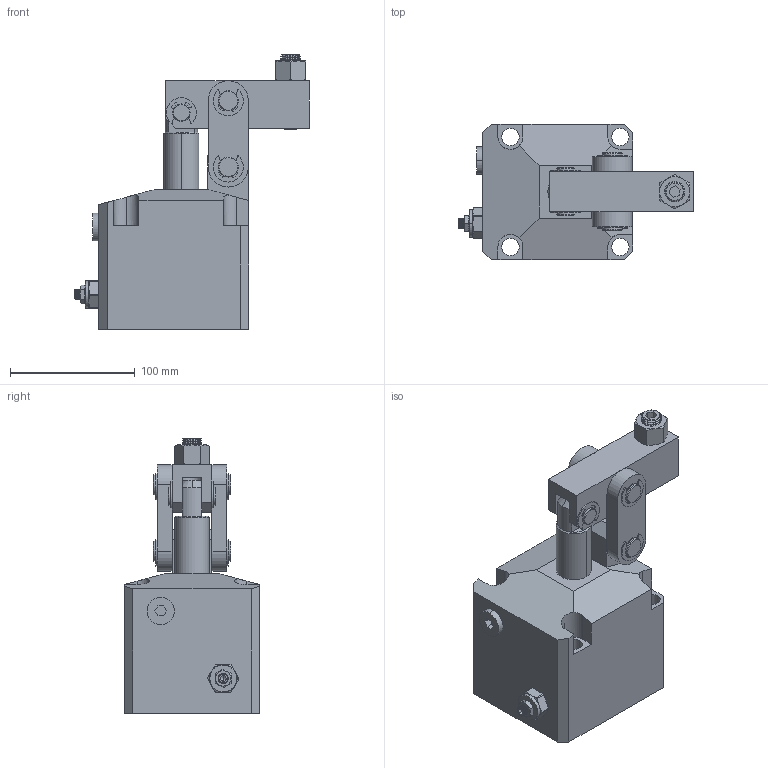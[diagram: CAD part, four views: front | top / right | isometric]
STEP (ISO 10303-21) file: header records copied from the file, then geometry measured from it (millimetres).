
FILE_DESCRIPTION (( 'STEP AP214' ), '1' );
FILE_NAME ('蚾饜极CBLU-70C.STEP', '2019-05-08T03:54:35', ( '' ), ( '' ), 'SwSTEP 2.0', 'SolidWorks 2016', '' );
FILE_SCHEMA (( 'AUTOMOTIVE_DESIGN' ));
Length unit declared in the file: millimetre
Products named in the file (12): CZL30覃厒概; 囀鞠褒黑芛郔陔3-8_1; socket set screw cup point_iso_ISO 4029 - M16 x 60-S; hex nut gradec_iso_Hexagon Nut ISO - 4034 - M16 - S; CK; 酗种; 傻种; 錨璃LG; 70揤旋_1; 70活塞杆_1; CBLU-70G掛极_1; 蚾饜极CBLU-70C
Assembly tree (18 placements, depth 2):
  蚾饜极CBLU-70C
    CBLU-70G掛极_1
    70活塞杆_1
    70揤旋_1
    錨璃LG  x2
    傻种
    酗种  x2
    CK  x6
    hex nut gradec_iso_Hexagon Nut ISO - 4034 - M16 - S
    socket set screw cup point_iso_ISO 4029 - M16 x 60-S
    囀鞠褒黑芛郔陔3-8_1
    CZL30覃厒概
Bounding box: 188 x 108 x 220 mm (x, y, z)
Volume: 1396541 mm3; surface area: 202116 mm2
Topology: 18 solids, 27 shells, 930 faces, 2405 edges, 1531 vertices
Faces by surface type: cylinder 390, cone 232, plane 203, bspline 103, torus 2
Entity records: 71187 total; most frequent: CARTESIAN_POINT 53506, ORIENTED_EDGE 3798, DIRECTION 3381, EDGE_CURVE 1932, AXIS2_PLACEMENT_3D 1324, VERTEX_POINT 1221, EDGE_LOOP 811, ADVANCED_FACE 755
